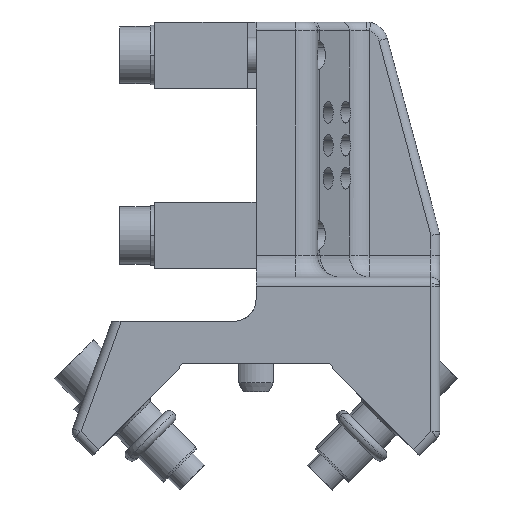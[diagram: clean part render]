
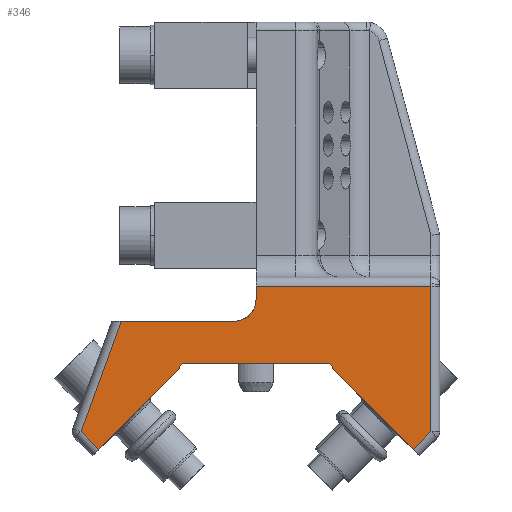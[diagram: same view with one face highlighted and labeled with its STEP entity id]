
A CAD part, left-side view. The second image highlights one B-rep face of the part: STEP entity #346.
In plain terms, the highlighted planar face has unit normal (-1, 0, 0).
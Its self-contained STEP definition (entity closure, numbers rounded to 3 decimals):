
#240=AXIS2_PLACEMENT_3D('Circle Axis2P3D',#238,#239,$) ;
#253=AXIS2_PLACEMENT_3D('Plane Axis2P3D',#250,#251,#252) ;
#287=AXIS2_PLACEMENT_3D('Circle Axis2P3D',#285,#286,$) ;
#327=AXIS2_PLACEMENT_3D('Circle Axis2P3D',#325,#326,$) ;
#50=CARTESIAN_POINT('Vertex',(-44.,-16.,40.5)) ;
#53=CARTESIAN_POINT('Line Origine',(-44.,-8.,40.5)) ;
#57=CARTESIAN_POINT('Vertex',(-44.,0.,40.5)) ;
#60=CARTESIAN_POINT('Line Origine',(-44.,8.,40.5)) ;
#64=CARTESIAN_POINT('Vertex',(-44.,16.,40.5)) ;
#235=CARTESIAN_POINT('Vertex',(-44.,-17.498,39.07)) ;
#238=CARTESIAN_POINT('Axis2P3D Location',(-44.,-16.,39.)) ;
#250=CARTESIAN_POINT('Axis2P3D Location',(-44.,0.,0.)) ;
#255=CARTESIAN_POINT('Line Origine',(-44.,17.807,50.)) ;
#259=CARTESIAN_POINT('Vertex',(-44.,30.615,50.)) ;
#261=CARTESIAN_POINT('Vertex',(-44.,5.,50.)) ;
#264=CARTESIAN_POINT('Line Origine',(-44.,35.182,37.45)) ;
#268=CARTESIAN_POINT('Vertex',(-44.,39.75,24.901)) ;
#271=CARTESIAN_POINT('Line Origine',(-44.,37.729,22.88)) ;
#275=CARTESIAN_POINT('Vertex',(-44.,35.709,20.86)) ;
#278=CARTESIAN_POINT('Line Origine',(-44.,26.604,29.965)) ;
#282=CARTESIAN_POINT('Vertex',(-44.,17.498,39.07)) ;
#285=CARTESIAN_POINT('Axis2P3D Location',(-44.,16.,39.)) ;
#290=CARTESIAN_POINT('Line Origine',(-44.,-26.604,29.965)) ;
#294=CARTESIAN_POINT('Vertex',(-44.,-35.709,20.86)) ;
#297=CARTESIAN_POINT('Line Origine',(-44.,-37.729,22.88)) ;
#301=CARTESIAN_POINT('Vertex',(-44.,-39.75,24.901)) ;
#304=CARTESIAN_POINT('Line Origine',(-44.,-39.75,41.45)) ;
#308=CARTESIAN_POINT('Vertex',(-44.,-39.75,58.)) ;
#311=CARTESIAN_POINT('Line Origine',(-44.,-19.875,58.)) ;
#315=CARTESIAN_POINT('Vertex',(-44.,0.,58.)) ;
#318=CARTESIAN_POINT('Line Origine',(-44.,0.,56.5)) ;
#322=CARTESIAN_POINT('Vertex',(-44.,0.,55.)) ;
#325=CARTESIAN_POINT('Axis2P3D Location',(-44.,5.,55.)) ;
#54=DIRECTION('Vector Direction',(0.,-1.,0.)) ;
#61=DIRECTION('Vector Direction',(0.,1.,0.)) ;
#239=DIRECTION('Axis2P3D Direction',(1.,0.,-0.)) ;
#251=DIRECTION('Axis2P3D Direction',(1.,0.,0.)) ;
#252=DIRECTION('Axis2P3D XDirection',(0.,1.,0.)) ;
#256=DIRECTION('Vector Direction',(0.,1.,0.)) ;
#265=DIRECTION('Vector Direction',(0.,0.342,-0.94)) ;
#272=DIRECTION('Vector Direction',(0.,0.707,0.707)) ;
#279=DIRECTION('Vector Direction',(0.,0.707,-0.707)) ;
#286=DIRECTION('Axis2P3D Direction',(1.,0.,0.)) ;
#291=DIRECTION('Vector Direction',(0.,-0.707,-0.707)) ;
#298=DIRECTION('Vector Direction',(0.,-0.707,0.707)) ;
#305=DIRECTION('Vector Direction',(0.,0.,1.)) ;
#312=DIRECTION('Vector Direction',(0.,1.,0.)) ;
#319=DIRECTION('Vector Direction',(0.,0.,1.)) ;
#326=DIRECTION('Axis2P3D Direction',(1.,0.,0.)) ;
#55=VECTOR('Line Direction',#54,1.) ;
#62=VECTOR('Line Direction',#61,1.) ;
#257=VECTOR('Line Direction',#256,1.) ;
#266=VECTOR('Line Direction',#265,1.) ;
#273=VECTOR('Line Direction',#272,1.) ;
#280=VECTOR('Line Direction',#279,1.) ;
#292=VECTOR('Line Direction',#291,1.) ;
#299=VECTOR('Line Direction',#298,1.) ;
#306=VECTOR('Line Direction',#305,1.) ;
#313=VECTOR('Line Direction',#312,1.) ;
#320=VECTOR('Line Direction',#319,1.) ;
#331=ORIENTED_EDGE('',*,*,#263,.F.) ;
#332=ORIENTED_EDGE('',*,*,#270,.F.) ;
#333=ORIENTED_EDGE('',*,*,#277,.F.) ;
#334=ORIENTED_EDGE('',*,*,#284,.F.) ;
#335=ORIENTED_EDGE('',*,*,#289,.F.) ;
#336=ORIENTED_EDGE('',*,*,#66,.F.) ;
#337=ORIENTED_EDGE('',*,*,#59,.F.) ;
#338=ORIENTED_EDGE('',*,*,#242,.F.) ;
#339=ORIENTED_EDGE('',*,*,#296,.F.) ;
#340=ORIENTED_EDGE('',*,*,#303,.F.) ;
#341=ORIENTED_EDGE('',*,*,#310,.F.) ;
#342=ORIENTED_EDGE('',*,*,#317,.F.) ;
#343=ORIENTED_EDGE('',*,*,#324,.F.) ;
#344=ORIENTED_EDGE('',*,*,#329,.T.) ;
#346=ADVANCED_FACE('PartBody',(#345),#254,.F.) ;
#241=CIRCLE('generated circle',#240,1.5) ;
#288=CIRCLE('generated circle',#287,1.5) ;
#328=CIRCLE('generated circle',#327,5.) ;
#59=EDGE_CURVE('',#51,#58,#56,.F.) ;
#66=EDGE_CURVE('',#58,#65,#63,.T.) ;
#242=EDGE_CURVE('',#236,#51,#241,.F.) ;
#263=EDGE_CURVE('',#260,#262,#258,.F.) ;
#270=EDGE_CURVE('',#269,#260,#267,.F.) ;
#277=EDGE_CURVE('',#276,#269,#274,.T.) ;
#284=EDGE_CURVE('',#283,#276,#281,.T.) ;
#289=EDGE_CURVE('',#65,#283,#288,.F.) ;
#296=EDGE_CURVE('',#295,#236,#293,.F.) ;
#303=EDGE_CURVE('',#302,#295,#300,.F.) ;
#310=EDGE_CURVE('',#309,#302,#307,.F.) ;
#317=EDGE_CURVE('',#316,#309,#314,.F.) ;
#324=EDGE_CURVE('',#323,#316,#321,.T.) ;
#329=EDGE_CURVE('',#323,#262,#328,.T.) ;
#330=EDGE_LOOP('',(#331,#332,#333,#334,#335,#336,#337,#338,#339,#340,#341,#342,#343,#344)) ;
#345=FACE_OUTER_BOUND('',#330,.T.) ;
#56=LINE('Line',#53,#55) ;
#63=LINE('Line',#60,#62) ;
#258=LINE('Line',#255,#257) ;
#267=LINE('Line',#264,#266) ;
#274=LINE('Line',#271,#273) ;
#281=LINE('Line',#278,#280) ;
#293=LINE('Line',#290,#292) ;
#300=LINE('Line',#297,#299) ;
#307=LINE('Line',#304,#306) ;
#314=LINE('Line',#311,#313) ;
#321=LINE('Line',#318,#320) ;
#254=PLANE('',#253) ;
#51=VERTEX_POINT('',#50) ;
#58=VERTEX_POINT('',#57) ;
#65=VERTEX_POINT('',#64) ;
#236=VERTEX_POINT('',#235) ;
#260=VERTEX_POINT('',#259) ;
#262=VERTEX_POINT('',#261) ;
#269=VERTEX_POINT('',#268) ;
#276=VERTEX_POINT('',#275) ;
#283=VERTEX_POINT('',#282) ;
#295=VERTEX_POINT('',#294) ;
#302=VERTEX_POINT('',#301) ;
#309=VERTEX_POINT('',#308) ;
#316=VERTEX_POINT('',#315) ;
#323=VERTEX_POINT('',#322) ;
